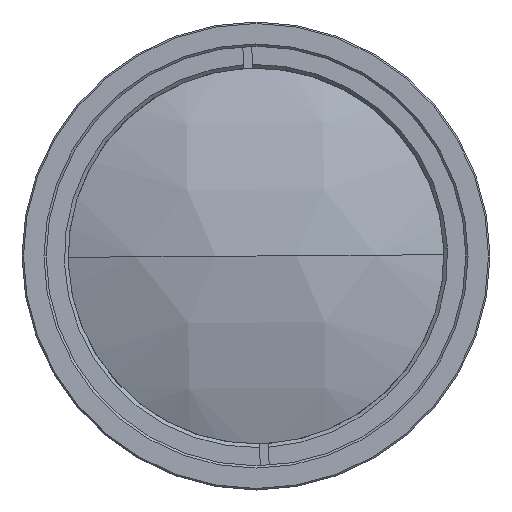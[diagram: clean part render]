
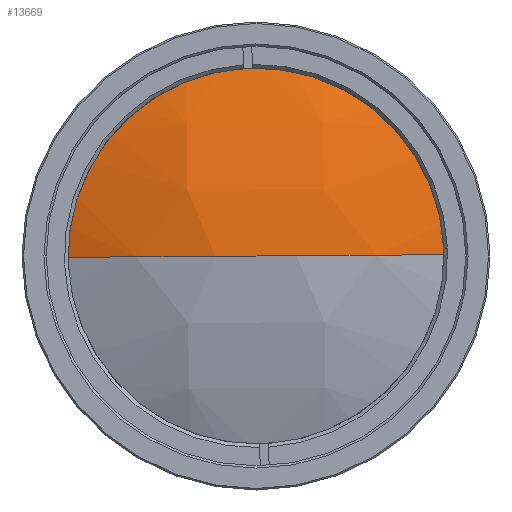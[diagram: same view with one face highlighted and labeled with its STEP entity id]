
A CAD part, left-side view. The second image highlights one B-rep face of the part: STEP entity #13669.
In plain terms, the highlighted free-form (B-spline) face has degree [3, 3] with [4, 4] control points.
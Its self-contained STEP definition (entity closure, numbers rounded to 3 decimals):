
#571 = ORIENTED_EDGE ( 'NONE', *, *, #10594, .F. ) ;
#694 =( BOUNDED_SURFACE ( )  B_SPLINE_SURFACE ( 3, 3, ( 
 ( #8966, #2174, #2245, #8676 ),
 ( #13215, #1082, #3058, #9855 ),
 ( #1960, #3190, #13282, #3353 ),
 ( #11222, #4380, #7723, #7588 ) ),
 .UNSPECIFIED., .F., .F., .F. ) 
 B_SPLINE_SURFACE_WITH_KNOTS ( ( 4, 4 ),
 ( 4, 4 ),
 ( 0., 1. ),
 ( 0., 1. ),
 .UNSPECIFIED. ) 
 GEOMETRIC_REPRESENTATION_ITEM ( )  RATIONAL_B_SPLINE_SURFACE ( (
 ( 1., 0.986, 0.986, 1.),
 ( 0.943, 0.93, 0.93, 0.943),
 ( 0.943, 0.93, 0.93, 0.943),
 ( 1., 0.986, 0.986, 1.) ) ) 
 REPRESENTATION_ITEM ( '' )  SURFACE ( )  );
#1082 = CARTESIAN_POINT ( 'NONE',  ( -68.929, 9.535, 9.418 ) ) ;
#1629 = ORIENTED_EDGE ( 'NONE', *, *, #9288, .T. ) ;
#1960 = CARTESIAN_POINT ( 'NONE',  ( -68.929, -9.47, 0.065 ) ) ;
#2111 = VERTEX_POINT ( 'NONE', #7369 ) ;
#2174 = CARTESIAN_POINT ( 'NONE',  ( -61.284, 26.857, 8.24 ) ) ;
#2245 = CARTESIAN_POINT ( 'NONE',  ( -59.557, 26.913, 16.484 ) ) ;
#3058 = CARTESIAN_POINT ( 'NONE',  ( -66.985, 9.599, 18.7 ) ) ;
#3190 = CARTESIAN_POINT ( 'NONE',  ( -68.929, -9.405, 9.548 ) ) ;
#3353 = CARTESIAN_POINT ( 'NONE',  ( -63.178, -9.282, 27.515 ) ) ;
#3642 = DIRECTION ( 'NONE',  ( 1., 0., 0. ) ) ;
#4350 = DIRECTION ( 'NONE',  ( 0., 0.007, 1. ) ) ;
#4380 = CARTESIAN_POINT ( 'NONE',  ( -61.284, -26.741, 8.606 ) ) ;
#5713 = ORIENTED_EDGE ( 'NONE', *, *, #10618, .F. ) ;
#5782 = AXIS2_PLACEMENT_3D ( 'NONE', #10310, #9052, #10234 ) ;
#6204 = CIRCLE ( 'NONE', #10697, 66.395 ) ;
#6947 = VERTEX_POINT ( 'NONE', #11155 ) ;
#7369 = CARTESIAN_POINT ( 'NONE',  ( -61.415, -26.499, 0.181 ) ) ;
#7588 = CARTESIAN_POINT ( 'NONE',  ( -56.176, -26.632, 24.565 ) ) ;
#7723 = CARTESIAN_POINT ( 'NONE',  ( -59.557, -26.685, 16.851 ) ) ;
#7759 = CARTESIAN_POINT ( 'NONE',  ( -0.538, 0., 0. ) ) ;
#8676 = CARTESIAN_POINT ( 'NONE',  ( -56.176, 26.966, 24.199 ) ) ;
#8966 = CARTESIAN_POINT ( 'NONE',  ( -61.284, 26.799, -0.183 ) ) ;
#9052 = DIRECTION ( 'NONE',  ( 1., 0., 0. ) ) ;
#9288 = EDGE_CURVE ( 'NONE', #6947, #2111, #6204, .T. ) ;
#9855 = CARTESIAN_POINT ( 'NONE',  ( -63.178, 9.658, 27.386 ) ) ;
#10034 = DIRECTION ( 'NONE',  ( 0., 1., -0.007 ) ) ;
#10234 = DIRECTION ( 'NONE',  ( 0., -0.007, -1. ) ) ;
#10310 = CARTESIAN_POINT ( 'NONE',  ( -61.415, 0., 0. ) ) ;
#10500 = CIRCLE ( 'NONE', #11704, 26.5 ) ;
#10594 = EDGE_CURVE ( 'NONE', #12895, #2111, #10500, .T. ) ;
#10618 = EDGE_CURVE ( 'NONE', #6947, #12895, #13597, .T. ) ;
#10697 = AXIS2_PLACEMENT_3D ( 'NONE', #7759, #4350, #10034 ) ;
#11155 = CARTESIAN_POINT ( 'NONE',  ( -61.415, 26.499, -0.181 ) ) ;
#11222 = CARTESIAN_POINT ( 'NONE',  ( -61.284, -26.799, 0.183 ) ) ;
#11237 = CARTESIAN_POINT ( 'NONE',  ( -61.415, 0.181, 26.499 ) ) ;
#11301 = DIRECTION ( 'NONE',  ( 0., -0.007, -1. ) ) ;
#11704 = AXIS2_PLACEMENT_3D ( 'NONE', #12560, #3642, #11301 ) ;
#12560 = CARTESIAN_POINT ( 'NONE',  ( -61.415, 0., 0. ) ) ;
#12895 = VERTEX_POINT ( 'NONE', #11237 ) ;
#13215 = CARTESIAN_POINT ( 'NONE',  ( -68.929, 9.47, -0.065 ) ) ;
#13282 = CARTESIAN_POINT ( 'NONE',  ( -66.985, -9.342, 18.83 ) ) ;
#13597 = CIRCLE ( 'NONE', #5782, 26.5 ) ;
#13669 = ADVANCED_FACE ( 'NONE', ( #14620 ), #694, .T. ) ;
#14558 = EDGE_LOOP ( 'NONE', ( #5713, #1629, #571 ) ) ;
#14620 = FACE_OUTER_BOUND ( 'NONE', #14558, .T. ) ;
